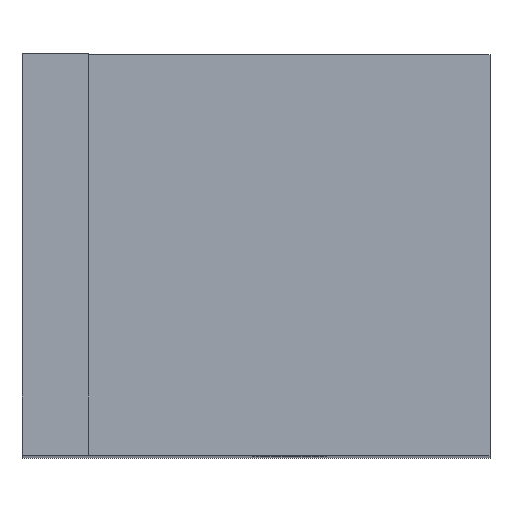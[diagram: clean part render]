
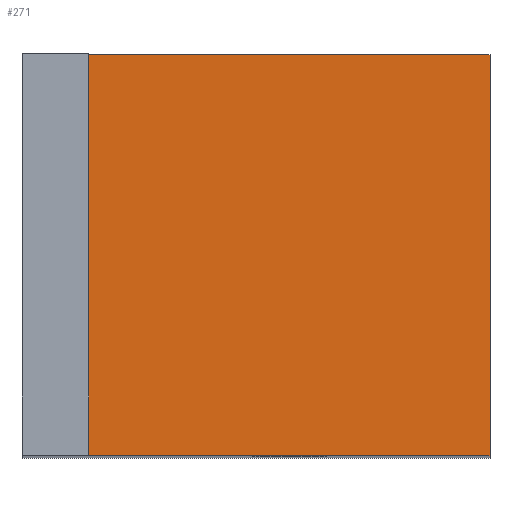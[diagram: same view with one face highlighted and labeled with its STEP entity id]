
A CAD part, top view. The second image highlights one B-rep face of the part: STEP entity #271.
In plain terms, the highlighted planar face has unit normal (0, 0, 1).
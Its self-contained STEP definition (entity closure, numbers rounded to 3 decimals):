
#101=CARTESIAN_POINT('Vertex',(-15.,15.,-15.)) ;
#108=CARTESIAN_POINT('Vertex',(-15.,-15.,-15.)) ;
#111=CARTESIAN_POINT('Line Origine',(-15.,0.,-15.)) ;
#241=CARTESIAN_POINT('Axis2P3D Location',(0.,-15.,-15.)) ;
#246=CARTESIAN_POINT('Line Origine',(0.,15.,-15.)) ;
#250=CARTESIAN_POINT('Vertex',(15.,15.,-15.)) ;
#253=CARTESIAN_POINT('Line Origine',(0.,-15.,-15.)) ;
#257=CARTESIAN_POINT('Vertex',(15.,-15.,-15.)) ;
#260=CARTESIAN_POINT('Line Origine',(15.,0.,-15.)) ;
#112=DIRECTION('Vector Direction',(0.,1.,0.)) ;
#242=DIRECTION('Axis2P3D Direction',(0.,0.,-1.)) ;
#243=DIRECTION('Axis2P3D XDirection',(0.,1.,0.)) ;
#247=DIRECTION('Vector Direction',(1.,0.,0.)) ;
#254=DIRECTION('Vector Direction',(1.,0.,0.)) ;
#261=DIRECTION('Vector Direction',(0.,1.,0.)) ;
#244=AXIS2_PLACEMENT_3D('Plane Axis2P3D',#241,#242,#243) ;
#266=ORIENTED_EDGE('',*,*,#252,.F.) ;
#267=ORIENTED_EDGE('',*,*,#115,.T.) ;
#268=ORIENTED_EDGE('',*,*,#259,.T.) ;
#269=ORIENTED_EDGE('',*,*,#264,.F.) ;
#113=VECTOR('Line Direction',#112,1.) ;
#248=VECTOR('Line Direction',#247,1.) ;
#255=VECTOR('Line Direction',#254,1.) ;
#262=VECTOR('Line Direction',#261,1.) ;
#271=ADVANCED_FACE('PartBody',(#270),#245,.F.) ;
#115=EDGE_CURVE('',#102,#109,#114,.F.) ;
#252=EDGE_CURVE('',#102,#251,#249,.T.) ;
#259=EDGE_CURVE('',#109,#258,#256,.T.) ;
#264=EDGE_CURVE('',#251,#258,#263,.F.) ;
#265=EDGE_LOOP('',(#266,#267,#268,#269)) ;
#270=FACE_OUTER_BOUND('',#265,.T.) ;
#114=LINE('Line',#111,#113) ;
#249=LINE('Line',#246,#248) ;
#256=LINE('Line',#253,#255) ;
#263=LINE('Line',#260,#262) ;
#245=PLANE('',#244) ;
#102=VERTEX_POINT('',#101) ;
#109=VERTEX_POINT('',#108) ;
#251=VERTEX_POINT('',#250) ;
#258=VERTEX_POINT('',#257) ;
